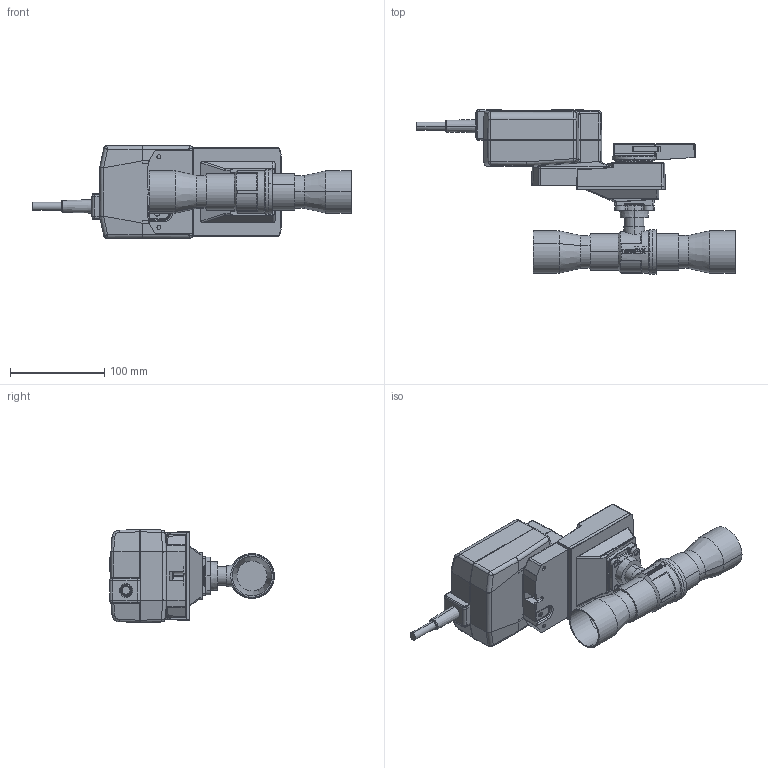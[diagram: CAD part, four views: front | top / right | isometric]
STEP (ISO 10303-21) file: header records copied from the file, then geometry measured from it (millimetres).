
FILE_DESCRIPTION (( 'STEP AP214' ), '1' );
FILE_NAME ('BEA21D42D42YAL.STEP', '2024-01-23T12:54:36', ( '' ), ( '' ), 'SwSTEP 2.0', 'SolidWorks 2024', '' );
FILE_SCHEMA (( 'AUTOMOTIVE_DESIGN' ));
Length unit declared in the file: millimetre
Products named in the file (3): BEA21D42D42YAL; 0100252100420421; NRKQ24A-SZ
Assembly tree (2 placements, depth 2):
  BEA21D42D42YAL
    0100252100420421
    NRKQ24A-SZ
Bounding box: 338 x 174.8 x 98.4 mm (x, y, z)
Volume: 1220635.2 mm3; surface area: 171809.2 mm2
Topology: 8 solids, 13 shells, 2034 faces, 5181 edges, 3200 vertices
Faces by surface type: cylinder 689, plane 653, bspline 479, cone 208, torus 5
Entity records: 108649 total; most frequent: CARTESIAN_POINT 42332, ORIENTED_EDGE 10294, DIRECTION 7402, EDGE_CURVE 5147, VERTEX_POINT 3202, AXIS2_PLACEMENT_3D 2577, LINE 2248, VECTOR 2248
